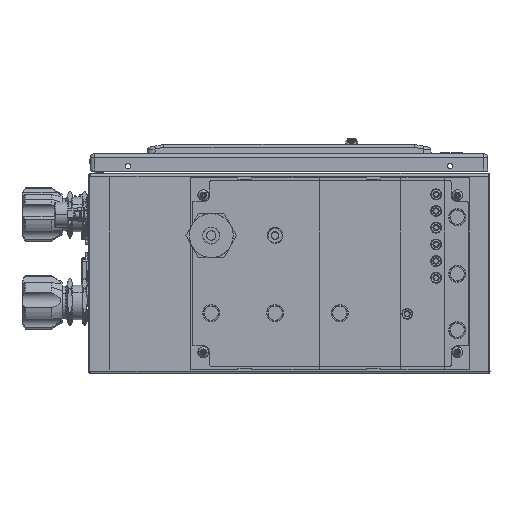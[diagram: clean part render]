
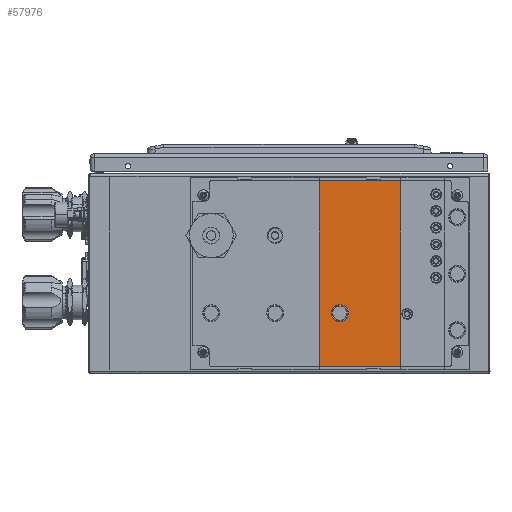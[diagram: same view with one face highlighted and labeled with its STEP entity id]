
A CAD part, front view. The second image highlights one B-rep face of the part: STEP entity #57976.
In plain terms, the highlighted planar face has unit normal (0, -1, 0).
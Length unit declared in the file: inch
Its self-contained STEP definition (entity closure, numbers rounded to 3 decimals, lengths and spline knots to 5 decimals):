
#90 = VERTEX_POINT ( 'NONE', #36188 ) ;
#431 = LINE ( 'NONE', #17894, #25039 ) ;
#500 = ORIENTED_EDGE ( 'NONE', *, *, #3069, .T. ) ;
#1388 = CARTESIAN_POINT ( 'NONE',  ( 3.07794, -7.955, 7.761 ) ) ;
#1992 = CARTESIAN_POINT ( 'NONE',  ( 1.19793, -7.955, 0.173 ) ) ;
#2521 = LINE ( 'NONE', #51272, #15415 ) ;
#2591 = EDGE_CURVE ( 'NONE', #37496, #90, #59593, .T. ) ;
#2958 = VERTEX_POINT ( 'NONE', #29906 ) ;
#3069 = EDGE_CURVE ( 'NONE', #46874, #2958, #14410, .T. ) ;
#4438 = VECTOR ( 'NONE', #9331, 39.37008 ) ;
#4485 = VERTEX_POINT ( 'NONE', #7419 ) ;
#4613 = DIRECTION ( 'NONE',  ( 1., 0., 0. ) ) ;
#5082 = VECTOR ( 'NONE', #20788, 39.37008 ) ;
#5387 = VERTEX_POINT ( 'NONE', #41668 ) ;
#5596 = ORIENTED_EDGE ( 'NONE', *, *, #13885, .T. ) ;
#6096 = CARTESIAN_POINT ( 'NONE',  ( 4.44793, -7.955, 7.823 ) ) ;
#6493 = LINE ( 'NONE', #79228, #58631 ) ;
#6535 = VERTEX_POINT ( 'NONE', #1388 ) ;
#7419 = CARTESIAN_POINT ( 'NONE',  ( 4.44793, -7.955, 7.823 ) ) ;
#7703 = CARTESIAN_POINT ( 'NONE',  ( 1.19793, -7.955, 7.823 ) ) ;
#8136 = VERTEX_POINT ( 'NONE', #16959 ) ;
#9331 = DIRECTION ( 'NONE',  ( 0., 0., 1. ) ) ;
#9726 = CARTESIAN_POINT ( 'NONE',  ( 3.07794, -7.955, 0.235 ) ) ;
#10686 = VERTEX_POINT ( 'NONE', #1992 ) ;
#10944 = ORIENTED_EDGE ( 'NONE', *, *, #70768, .T. ) ;
#11323 = EDGE_LOOP ( 'NONE', ( #69096, #69201 ) ) ;
#12539 = CARTESIAN_POINT ( 'NONE',  ( 3.61792, -7.955, 7.823 ) ) ;
#13885 = EDGE_CURVE ( 'NONE', #43707, #10686, #58413, .T. ) ;
#14100 = DIRECTION ( 'NONE',  ( -1., 0., 0. ) ) ;
#14410 = LINE ( 'NONE', #76556, #65167 ) ;
#14951 = ORIENTED_EDGE ( 'NONE', *, *, #70046, .F. ) ;
#15415 = VECTOR ( 'NONE', #70776, 39.37008 ) ;
#16959 = CARTESIAN_POINT ( 'NONE',  ( 2.35044, -7.955, 2.428 ) ) ;
#17894 = CARTESIAN_POINT ( 'NONE',  ( 4.44793, -7.955, 0.235 ) ) ;
#18392 = AXIS2_PLACEMENT_3D ( 'NONE', #53374, #28244, #4613 ) ;
#20240 = LINE ( 'NONE', #44942, #41475 ) ;
#20744 = DIRECTION ( 'NONE',  ( 0., 0., -1. ) ) ;
#20788 = DIRECTION ( 'NONE',  ( 0., 0., -1. ) ) ;
#21703 = VECTOR ( 'NONE', #28654, 39.37008 ) ;
#21707 = VECTOR ( 'NONE', #20744, 39.37008 ) ;
#22129 = CARTESIAN_POINT ( 'NONE',  ( 4.44793, -7.955, 7.761 ) ) ;
#22400 = DIRECTION ( 'NONE',  ( -1., 0., 0. ) ) ;
#23118 = EDGE_CURVE ( 'NONE', #4485, #46874, #41566, .T. ) ;
#23683 = ORIENTED_EDGE ( 'NONE', *, *, #2591, .F. ) ;
#25039 = VECTOR ( 'NONE', #60832, 39.37008 ) ;
#28107 = CARTESIAN_POINT ( 'NONE',  ( 3.07794, -7.955, 0.173 ) ) ;
#28244 = DIRECTION ( 'NONE',  ( 0., 1., 0. ) ) ;
#28654 = DIRECTION ( 'NONE',  ( -1., 0., 0. ) ) ;
#29063 = VECTOR ( 'NONE', #59204, 39.37008 ) ;
#29237 = AXIS2_PLACEMENT_3D ( 'NONE', #77998, #72700, #22400 ) ;
#29906 = CARTESIAN_POINT ( 'NONE',  ( 3.61792, -7.955, 7.761 ) ) ;
#33206 = EDGE_LOOP ( 'NONE', ( #62539, #49074, #23683, #40866, #59466, #500, #14951, #50687, #10944, #5596, #73986, #50201 ) ) ;
#34308 = PLANE ( 'NONE',  #18392 ) ;
#34507 = VERTEX_POINT ( 'NONE', #28107 ) ;
#34702 = EDGE_CURVE ( 'NONE', #34507, #5387, #72260, .T. ) ;
#35771 = EDGE_CURVE ( 'NONE', #8136, #48504, #39944, .T. ) ;
#36161 = DIRECTION ( 'NONE',  ( -1., 0., 0. ) ) ;
#36188 = CARTESIAN_POINT ( 'NONE',  ( 3.61792, -7.955, 0.173 ) ) ;
#36983 = EDGE_CURVE ( 'NONE', #39757, #90, #76420, .T. ) ;
#37496 = VERTEX_POINT ( 'NONE', #40133 ) ;
#37524 = CARTESIAN_POINT ( 'NONE',  ( 1.67542, -7.955, 2.428 ) ) ;
#38333 = EDGE_CURVE ( 'NONE', #4485, #37496, #61704, .T. ) ;
#39253 = DIRECTION ( 'NONE',  ( 0., -1., 0. ) ) ;
#39757 = VERTEX_POINT ( 'NONE', #74472 ) ;
#39944 = CIRCLE ( 'NONE', #56808, 0.33751 ) ;
#40133 = CARTESIAN_POINT ( 'NONE',  ( 4.44793, -7.955, 0.173 ) ) ;
#40866 = ORIENTED_EDGE ( 'NONE', *, *, #38333, .F. ) ;
#41475 = VECTOR ( 'NONE', #14100, 39.37008 ) ;
#41566 = LINE ( 'NONE', #54173, #21703 ) ;
#41668 = CARTESIAN_POINT ( 'NONE',  ( 3.07794, -7.955, 0.235 ) ) ;
#42828 = EDGE_CURVE ( 'NONE', #34507, #10686, #6493, .T. ) ;
#43707 = VERTEX_POINT ( 'NONE', #57486 ) ;
#44942 = CARTESIAN_POINT ( 'NONE',  ( 4.44793, -7.955, 7.823 ) ) ;
#45400 = CARTESIAN_POINT ( 'NONE',  ( 3.07794, -7.955, 7.823 ) ) ;
#46874 = VERTEX_POINT ( 'NONE', #12539 ) ;
#48477 = FACE_BOUND ( 'NONE', #11323, .T. ) ;
#48504 = VERTEX_POINT ( 'NONE', #37524 ) ;
#49074 = ORIENTED_EDGE ( 'NONE', *, *, #36983, .T. ) ;
#49711 = CARTESIAN_POINT ( 'NONE',  ( 3.61792, -7.955, 0.235 ) ) ;
#50201 = ORIENTED_EDGE ( 'NONE', *, *, #34702, .T. ) ;
#50687 = ORIENTED_EDGE ( 'NONE', *, *, #63905, .T. ) ;
#51272 = CARTESIAN_POINT ( 'NONE',  ( 3.07794, -7.955, 7.761 ) ) ;
#52555 = LINE ( 'NONE', #22129, #79026 ) ;
#53374 = CARTESIAN_POINT ( 'NONE',  ( 4.44793, -7.955, 7.823 ) ) ;
#53540 = CARTESIAN_POINT ( 'NONE',  ( 4.44793, -7.955, 0.173 ) ) ;
#54173 = CARTESIAN_POINT ( 'NONE',  ( 4.44793, -7.955, 7.823 ) ) ;
#56018 = VERTEX_POINT ( 'NONE', #45400 ) ;
#56808 = AXIS2_PLACEMENT_3D ( 'NONE', #77836, #39253, #77443 ) ;
#57486 = CARTESIAN_POINT ( 'NONE',  ( 1.19793, -7.955, 7.823 ) ) ;
#57976 = ADVANCED_FACE ( 'NONE', ( #48477, #79364 ), #34308, .F. ) ;
#58413 = LINE ( 'NONE', #7703, #21707 ) ;
#58631 = VECTOR ( 'NONE', #36161, 39.37008 ) ;
#59204 = DIRECTION ( 'NONE',  ( -1., 0., 0. ) ) ;
#59466 = ORIENTED_EDGE ( 'NONE', *, *, #23118, .T. ) ;
#59593 = LINE ( 'NONE', #53540, #29063 ) ;
#60832 = DIRECTION ( 'NONE',  ( -1., 0., 0. ) ) ;
#61704 = LINE ( 'NONE', #6096, #79028 ) ;
#62539 = ORIENTED_EDGE ( 'NONE', *, *, #78832, .F. ) ;
#63905 = EDGE_CURVE ( 'NONE', #6535, #56018, #2521, .T. ) ;
#64178 = CIRCLE ( 'NONE', #29237, 0.33751 ) ;
#65167 = VECTOR ( 'NONE', #69236, 39.37008 ) ;
#66608 = DIRECTION ( 'NONE',  ( 0., 0., -1. ) ) ;
#67485 = EDGE_CURVE ( 'NONE', #48504, #8136, #64178, .T. ) ;
#69096 = ORIENTED_EDGE ( 'NONE', *, *, #67485, .F. ) ;
#69201 = ORIENTED_EDGE ( 'NONE', *, *, #35771, .F. ) ;
#69236 = DIRECTION ( 'NONE',  ( 0., 0., -1. ) ) ;
#70046 = EDGE_CURVE ( 'NONE', #6535, #2958, #52555, .T. ) ;
#70768 = EDGE_CURVE ( 'NONE', #56018, #43707, #20240, .T. ) ;
#70776 = DIRECTION ( 'NONE',  ( 0., 0., 1. ) ) ;
#70843 = DIRECTION ( 'NONE',  ( 1., 0., 0. ) ) ;
#72260 = LINE ( 'NONE', #9726, #4438 ) ;
#72700 = DIRECTION ( 'NONE',  ( 0., -1., 0. ) ) ;
#73986 = ORIENTED_EDGE ( 'NONE', *, *, #42828, .F. ) ;
#74472 = CARTESIAN_POINT ( 'NONE',  ( 3.61792, -7.955, 0.235 ) ) ;
#76420 = LINE ( 'NONE', #49711, #5082 ) ;
#76556 = CARTESIAN_POINT ( 'NONE',  ( 3.61792, -7.955, 7.761 ) ) ;
#77443 = DIRECTION ( 'NONE',  ( -1., 0., 0. ) ) ;
#77836 = CARTESIAN_POINT ( 'NONE',  ( 2.01293, -7.955, 2.428 ) ) ;
#77998 = CARTESIAN_POINT ( 'NONE',  ( 2.01293, -7.955, 2.428 ) ) ;
#78832 = EDGE_CURVE ( 'NONE', #39757, #5387, #431, .T. ) ;
#79026 = VECTOR ( 'NONE', #70843, 39.37008 ) ;
#79028 = VECTOR ( 'NONE', #66608, 39.37008 ) ;
#79228 = CARTESIAN_POINT ( 'NONE',  ( 4.44793, -7.955, 0.173 ) ) ;
#79364 = FACE_OUTER_BOUND ( 'NONE', #33206, .T. ) ;
